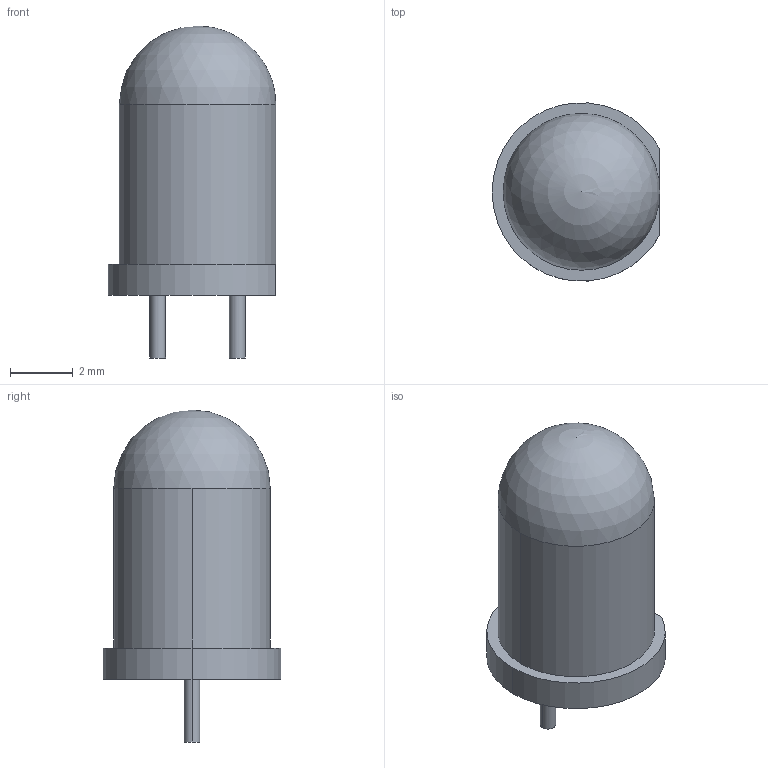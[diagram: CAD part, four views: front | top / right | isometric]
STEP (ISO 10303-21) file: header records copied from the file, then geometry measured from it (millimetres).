
FILE_DESCRIPTION (( 'STEP AP214' ), '1' );
FILE_NAME ('LED5_RED.STEP', '2007-12-07T08:46:46', ( 'Chinese User' ), ( 'Chinese ORG' ), 'SwSTEP 2.0', 'SolidWorks 2004231', '' );
FILE_SCHEMA (( 'AUTOMOTIVE_DESIGN' ));
Length unit declared in the file: millimetre
Products named in the file (1): LED5_RED
Bounding box: 5.35 x 5.68 x 10.6 mm (x, y, z)
Volume: 158.5 mm3; surface area: 173.6 mm2
Topology: 1 solids, 1 shells, 14 faces, 30 edges, 19 vertices
Faces by surface type: cylinder 8, plane 5, sphere 1
Entity records: 549 total; most frequent: DIRECTION 74, CARTESIAN_POINT 61, ORIENTED_EDGE 56, AXIS2_PLACEMENT_3D 31, EDGE_CURVE 28, VERTEX_POINT 18, EDGE_LOOP 16, UNCERTAINTY_MEASURE_WITH_UNIT 16
